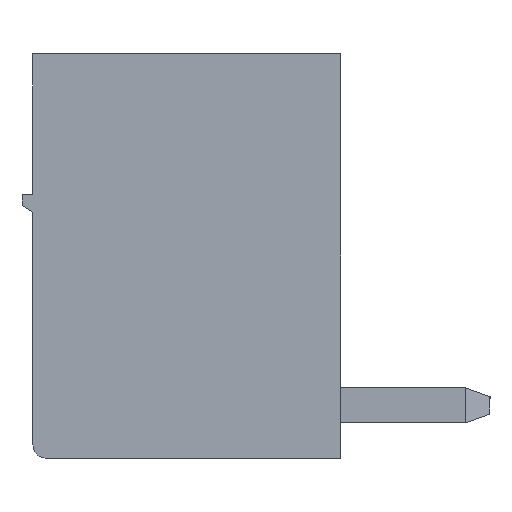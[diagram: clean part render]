
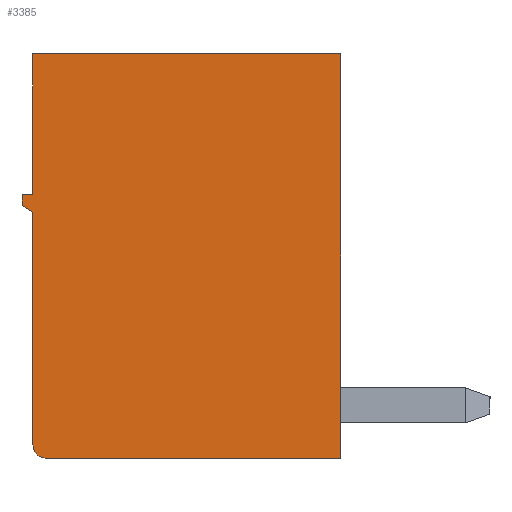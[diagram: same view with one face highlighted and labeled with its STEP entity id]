
A CAD part, left-side view. The second image highlights one B-rep face of the part: STEP entity #3385.
In plain terms, the highlighted planar face has unit normal (-1, 0, 0).
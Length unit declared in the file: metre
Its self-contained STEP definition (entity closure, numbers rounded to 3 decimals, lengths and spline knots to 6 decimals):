
#3385=ADVANCED_FACE('',(#6895),#6896,.T.);
#6895=FACE_OUTER_BOUND('',#10432,.T.);
#6896=PLANE('',#10433);
#10432=EDGE_LOOP('',(#20767,#20768,#20769,#20770,#20771,#20772,#20773,#20774,#20775));
#10433=AXIS2_PLACEMENT_3D('',#20776,#20777,#20778);
#20767=ORIENTED_EDGE('',*,*,#21248,.T.);
#20768=ORIENTED_EDGE('',*,*,#21244,.T.);
#20769=ORIENTED_EDGE('',*,*,#21240,.T.);
#20770=ORIENTED_EDGE('',*,*,#21236,.F.);
#20771=ORIENTED_EDGE('',*,*,#21252,.T.);
#20772=ORIENTED_EDGE('',*,*,#21256,.T.);
#20773=ORIENTED_EDGE('',*,*,#21369,.T.);
#20774=ORIENTED_EDGE('',*,*,#21443,.F.);
#20775=ORIENTED_EDGE('',*,*,#21566,.T.);
#20776=CARTESIAN_POINT('',(-1.087027,0.00436,0.000933));
#20777=DIRECTION('',(-1.0,0.0,0.0));
#20778=DIRECTION('',(0.0,0.0,1.0));
#21236=EDGE_CURVE('',#25448,#25444,#25450,.T.);
#21240=EDGE_CURVE('',#25453,#25444,#25456,.T.);
#21244=EDGE_CURVE('',#25459,#25453,#25462,.T.);
#21248=EDGE_CURVE('',#25465,#25459,#25468,.T.);
#21252=EDGE_CURVE('',#25448,#25472,#25474,.T.);
#21256=EDGE_CURVE('',#25472,#25478,#25480,.T.);
#21369=EDGE_CURVE('',#25478,#25701,#25703,.T.);
#21443=EDGE_CURVE('',#25837,#25701,#25839,.T.);
#21566=EDGE_CURVE('',#25837,#25465,#26048,.T.);
#25444=VERTEX_POINT('',#31610);
#25448=VERTEX_POINT('',#31616);
#25450=LINE('',#31619,#31620);
#25453=VERTEX_POINT('',#31623);
#25456=LINE('',#31628,#31629);
#25459=VERTEX_POINT('',#31632);
#25462=LINE('',#31637,#31638);
#25465=VERTEX_POINT('',#31641);
#25468=LINE('',#31646,#31647);
#25472=VERTEX_POINT('',#31652);
#25474=LINE('',#31655,#31656);
#25478=VERTEX_POINT('',#31660);
#25480=CIRCLE('',#31663,0.0003);
#25701=VERTEX_POINT('',#31994);
#25703=LINE('',#31997,#31998);
#25837=VERTEX_POINT('',#32199);
#25839=LINE('',#32202,#32203);
#26048=LINE('',#32513,#32514);
#31610=CARTESIAN_POINT('',(-1.087027,0.01111,-0.002517));
#31616=CARTESIAN_POINT('',(-1.087027,0.01086,-0.002667));
#31619=CARTESIAN_POINT('',(-1.087027,0.010852,-0.002672));
#31620=VECTOR('',#40303,1.0);
#31623=CARTESIAN_POINT('',(-1.087027,0.01111,-0.002267));
#31628=CARTESIAN_POINT('',(-1.087027,0.01111,-0.002267));
#31629=VECTOR('',#40306,1.0);
#31632=CARTESIAN_POINT('',(-1.087027,0.01086,-0.002267));
#31637=CARTESIAN_POINT('',(-1.087027,0.01061,-0.002267));
#31638=VECTOR('',#40309,1.0);
#31641=CARTESIAN_POINT('',(-1.087027,0.01086,0.000933));
#31646=CARTESIAN_POINT('',(-1.087027,0.01086,0.000933));
#31647=VECTOR('',#40312,1.0);
#31652=CARTESIAN_POINT('',(-1.087027,0.01086,-0.007967));
#31655=CARTESIAN_POINT('',(-1.087027,0.01086,0.000933));
#31656=VECTOR('',#40315,1.0);
#31660=CARTESIAN_POINT('',(-1.087027,0.01056,-0.008267));
#31663=AXIS2_PLACEMENT_3D('',#40320,#40321,#40322);
#31994=CARTESIAN_POINT('',(-1.087027,0.00386,-0.008267));
#31997=CARTESIAN_POINT('',(-1.087027,0.00436,-0.008267));
#31998=VECTOR('',#40434,1.0);
#32199=CARTESIAN_POINT('',(-1.087027,0.00386,0.000933));
#32202=CARTESIAN_POINT('',(-1.087027,0.00386,0.000933));
#32203=VECTOR('',#40515,1.0);
#32513=CARTESIAN_POINT('',(-1.087027,0.00436,0.000933));
#32514=VECTOR('',#40668,1.0);
#40303=DIRECTION('',(0.0,0.857,0.514));
#40306=DIRECTION('',(-0.0,-0.0,-1.0));
#40309=DIRECTION('',(0.0,1.0,-0.0));
#40312=DIRECTION('',(-0.0,-0.0,-1.0));
#40315=DIRECTION('',(-0.0,-0.0,-1.0));
#40320=CARTESIAN_POINT('',(-1.087027,0.01056,-0.007967));
#40321=DIRECTION('',(-1.0,0.0,0.0));
#40322=DIRECTION('',(0.0,0.0,1.0));
#40434=DIRECTION('',(-0.0,-1.0,0.0));
#40515=DIRECTION('',(0.0,0.,-1.0));
#40668=DIRECTION('',(0.0,1.0,-0.0));
